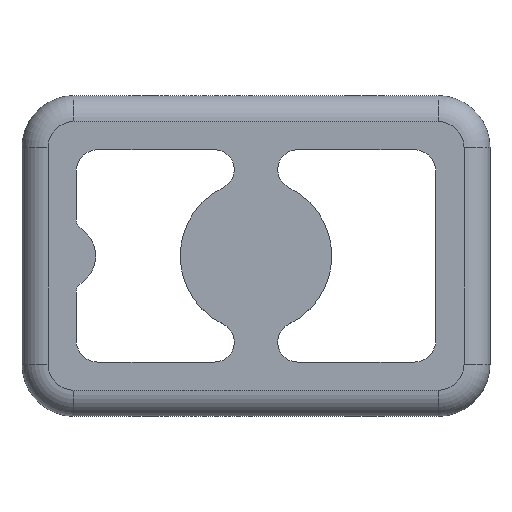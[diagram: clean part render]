
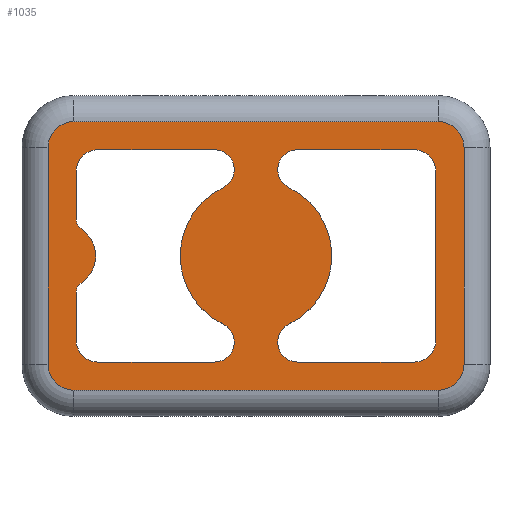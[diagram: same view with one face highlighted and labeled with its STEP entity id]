
A CAD part, top view. The second image highlights one B-rep face of the part: STEP entity #1035.
In plain terms, the highlighted face is planar.
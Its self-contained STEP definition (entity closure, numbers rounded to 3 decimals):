
#41=PLANE('',#1172);
#51=LINE('',#1571,#125);
#74=LINE('',#1669,#148);
#94=LINE('',#1743,#168);
#102=LINE('',#1766,#176);
#109=LINE('',#1796,#183);
#111=LINE('',#1801,#185);
#112=LINE('',#1803,#186);
#113=LINE('',#1807,#187);
#114=LINE('',#1815,#188);
#115=LINE('',#1816,#189);
#116=LINE('',#1817,#190);
#125=VECTOR('',#1230,1000.);
#148=VECTOR('',#1321,1000.);
#168=VECTOR('',#1397,1000.);
#176=VECTOR('',#1427,1000.);
#183=VECTOR('',#1464,1000.);
#185=VECTOR('',#1470,1000.);
#186=VECTOR('',#1473,1000.);
#187=VECTOR('',#1476,1000.);
#188=VECTOR('',#1487,1000.);
#189=VECTOR('',#1488,1000.);
#190=VECTOR('',#1489,1000.);
#382=ORIENTED_EDGE('',*,*,#619,.F.);
#383=ORIENTED_EDGE('',*,*,#581,.F.);
#384=ORIENTED_EDGE('',*,*,#618,.F.);
#385=ORIENTED_EDGE('',*,*,#509,.F.);
#386=ORIENTED_EDGE('',*,*,#578,.F.);
#387=ORIENTED_EDGE('',*,*,#620,.F.);
#388=ORIENTED_EDGE('',*,*,#621,.F.);
#389=ORIENTED_EDGE('',*,*,#622,.F.);
#390=ORIENTED_EDGE('',*,*,#616,.F.);
#391=ORIENTED_EDGE('',*,*,#623,.F.);
#392=ORIENTED_EDGE('',*,*,#545,.F.);
#393=ORIENTED_EDGE('',*,*,#624,.F.);
#394=ORIENTED_EDGE('',*,*,#549,.F.);
#395=ORIENTED_EDGE('',*,*,#625,.F.);
#396=ORIENTED_EDGE('',*,*,#584,.F.);
#397=ORIENTED_EDGE('',*,*,#626,.F.);
#398=ORIENTED_EDGE('',*,*,#627,.F.);
#399=ORIENTED_EDGE('',*,*,#604,.F.);
#400=ORIENTED_EDGE('',*,*,#628,.F.);
#401=ORIENTED_EDGE('',*,*,#539,.F.);
#402=ORIENTED_EDGE('',*,*,#502,.T.);
#403=ORIENTED_EDGE('',*,*,#608,.T.);
#404=ORIENTED_EDGE('',*,*,#588,.T.);
#405=ORIENTED_EDGE('',*,*,#610,.T.);
#406=ORIENTED_EDGE('',*,*,#629,.T.);
#407=ORIENTED_EDGE('',*,*,#612,.T.);
#408=ORIENTED_EDGE('',*,*,#601,.T.);
#409=ORIENTED_EDGE('',*,*,#596,.T.);
#502=EDGE_CURVE('',#651,#650,#51,.T.);
#509=EDGE_CURVE('',#656,#657,#747,.T.);
#539=EDGE_CURVE('',#683,#684,#765,.T.);
#545=EDGE_CURVE('',#688,#689,#768,.T.);
#549=EDGE_CURVE('',#691,#683,#74,.T.);
#578=EDGE_CURVE('',#711,#656,#784,.T.);
#581=EDGE_CURVE('',#712,#713,#785,.T.);
#584=EDGE_CURVE('',#714,#715,#786,.T.);
#588=EDGE_CURVE('',#718,#717,#94,.T.);
#596=EDGE_CURVE('',#720,#651,#791,.T.);
#601=EDGE_CURVE('',#722,#720,#102,.T.);
#604=EDGE_CURVE('',#723,#724,#794,.T.);
#608=EDGE_CURVE('',#650,#718,#795,.T.);
#610=EDGE_CURVE('',#717,#726,#797,.T.);
#612=EDGE_CURVE('',#728,#722,#799,.T.);
#616=EDGE_CURVE('',#729,#730,#109,.T.);
#618=EDGE_CURVE('',#657,#712,#111,.T.);
#619=EDGE_CURVE('',#713,#731,#112,.T.);
#620=EDGE_CURVE('',#732,#711,#801,.T.);
#621=EDGE_CURVE('',#733,#732,#113,.T.);
#622=EDGE_CURVE('',#730,#733,#802,.T.);
#623=EDGE_CURVE('',#689,#729,#803,.T.);
#624=EDGE_CURVE('',#731,#688,#804,.T.);
#625=EDGE_CURVE('',#715,#691,#805,.T.);
#626=EDGE_CURVE('',#734,#714,#806,.T.);
#627=EDGE_CURVE('',#724,#734,#114,.T.);
#628=EDGE_CURVE('',#684,#723,#115,.T.);
#629=EDGE_CURVE('',#726,#728,#116,.T.);
#650=VERTEX_POINT('',#1570);
#651=VERTEX_POINT('',#1572);
#656=VERTEX_POINT('',#1585);
#657=VERTEX_POINT('',#1587);
#683=VERTEX_POINT('',#1647);
#684=VERTEX_POINT('',#1649);
#688=VERTEX_POINT('',#1660);
#689=VERTEX_POINT('',#1662);
#691=VERTEX_POINT('',#1668);
#711=VERTEX_POINT('',#1722);
#712=VERTEX_POINT('',#1728);
#713=VERTEX_POINT('',#1730);
#714=VERTEX_POINT('',#1734);
#715=VERTEX_POINT('',#1736);
#717=VERTEX_POINT('',#1742);
#718=VERTEX_POINT('',#1744);
#720=VERTEX_POINT('',#1758);
#722=VERTEX_POINT('',#1767);
#723=VERTEX_POINT('',#1771);
#724=VERTEX_POINT('',#1773);
#726=VERTEX_POINT('',#1783);
#728=VERTEX_POINT('',#1789);
#729=VERTEX_POINT('',#1795);
#730=VERTEX_POINT('',#1797);
#731=VERTEX_POINT('',#1804);
#732=VERTEX_POINT('',#1806);
#733=VERTEX_POINT('',#1808);
#734=VERTEX_POINT('',#1814);
#747=CIRCLE('',#1086,0.46);
#765=CIRCLE('',#1109,0.5);
#768=CIRCLE('',#1114,0.75);
#784=CIRCLE('',#1136,1.75);
#785=CIRCLE('',#1139,0.5);
#786=CIRCLE('',#1141,1.75);
#791=CIRCLE('',#1151,0.6);
#794=CIRCLE('',#1157,0.5);
#795=CIRCLE('',#1160,0.6);
#797=CIRCLE('',#1163,0.6);
#799=CIRCLE('',#1166,0.6);
#801=CIRCLE('',#1173,0.46);
#802=CIRCLE('',#1174,0.5);
#803=CIRCLE('',#1175,0.25);
#804=CIRCLE('',#1176,0.25);
#805=CIRCLE('',#1177,0.46);
#806=CIRCLE('',#1178,0.46);
#858=EDGE_LOOP('',(#382,#383,#384,#385,#386,#387,#388,#389,#390,#391,#392,
#393));
#859=EDGE_LOOP('',(#394,#395,#396,#397,#398,#399,#400,#401));
#860=EDGE_LOOP('',(#402,#403,#404,#405,#406,#407,#408,#409));
#934=FACE_BOUND('',#858,.T.);
#935=FACE_BOUND('',#859,.T.);
#936=FACE_BOUND('',#860,.T.);
#1035=ADVANCED_FACE('',(#934,#935,#936),#41,.F.);
#1086=AXIS2_PLACEMENT_3D('',#1586,#1243,#1244);
#1109=AXIS2_PLACEMENT_3D('',#1648,#1301,#1302);
#1114=AXIS2_PLACEMENT_3D('',#1661,#1314,#1315);
#1136=AXIS2_PLACEMENT_3D('',#1723,#1375,#1376);
#1139=AXIS2_PLACEMENT_3D('',#1729,#1383,#1384);
#1141=AXIS2_PLACEMENT_3D('',#1735,#1389,#1390);
#1151=AXIS2_PLACEMENT_3D('',#1757,#1416,#1417);
#1157=AXIS2_PLACEMENT_3D('',#1772,#1433,#1434);
#1160=AXIS2_PLACEMENT_3D('',#1780,#1442,#1443);
#1163=AXIS2_PLACEMENT_3D('',#1784,#1448,#1449);
#1166=AXIS2_PLACEMENT_3D('',#1788,#1454,#1455);
#1172=AXIS2_PLACEMENT_3D('',#1802,#1471,#1472);
#1173=AXIS2_PLACEMENT_3D('',#1805,#1474,#1475);
#1174=AXIS2_PLACEMENT_3D('',#1809,#1477,#1478);
#1175=AXIS2_PLACEMENT_3D('',#1810,#1479,#1480);
#1176=AXIS2_PLACEMENT_3D('',#1811,#1481,#1482);
#1177=AXIS2_PLACEMENT_3D('',#1812,#1483,#1484);
#1178=AXIS2_PLACEMENT_3D('',#1813,#1485,#1486);
#1230=DIRECTION('',(1.,0.,0.));
#1243=DIRECTION('',(0.,1.,0.));
#1244=DIRECTION('',(0.,0.,1.));
#1301=DIRECTION('',(0.,1.,0.));
#1302=DIRECTION('',(0.,0.,1.));
#1314=DIRECTION('',(0.,-1.,0.));
#1315=DIRECTION('',(0.,0.,1.));
#1321=DIRECTION('',(0.,0.,-1.));
#1375=DIRECTION('',(0.,-1.,0.));
#1376=DIRECTION('',(0.,0.,1.));
#1383=DIRECTION('',(0.,1.,0.));
#1384=DIRECTION('',(0.,0.,1.));
#1389=DIRECTION('',(0.,-1.,0.));
#1390=DIRECTION('',(0.,0.,1.));
#1397=DIRECTION('',(0.,0.,-1.));
#1416=DIRECTION('',(0.,1.,0.));
#1417=DIRECTION('',(-1.,0.,0.));
#1427=DIRECTION('',(0.,0.,1.));
#1433=DIRECTION('',(0.,1.,0.));
#1434=DIRECTION('',(0.,0.,1.));
#1442=DIRECTION('',(0.,1.,0.));
#1443=DIRECTION('',(0.,0.,1.));
#1448=DIRECTION('',(0.,1.,0.));
#1449=DIRECTION('',(1.,0.,0.));
#1454=DIRECTION('',(0.,1.,0.));
#1455=DIRECTION('',(0.,0.,-1.));
#1464=DIRECTION('',(1.,0.,0.));
#1470=DIRECTION('',(0.,0.,1.));
#1471=DIRECTION('',(0.,-1.,0.));
#1472=DIRECTION('',(0.,0.,-1.));
#1473=DIRECTION('',(1.,0.,0.));
#1474=DIRECTION('',(0.,1.,0.));
#1475=DIRECTION('',(0.,0.,1.));
#1476=DIRECTION('',(0.,0.,-1.));
#1477=DIRECTION('',(0.,1.,0.));
#1478=DIRECTION('',(0.,0.,1.));
#1479=DIRECTION('',(0.,1.,0.));
#1480=DIRECTION('',(0.,0.,1.));
#1481=DIRECTION('',(0.,1.,0.));
#1482=DIRECTION('',(0.,0.,1.));
#1483=DIRECTION('',(0.,1.,0.));
#1484=DIRECTION('',(0.,0.,1.));
#1485=DIRECTION('',(0.,1.,0.));
#1486=DIRECTION('',(0.,0.,1.));
#1487=DIRECTION('',(0.,0.,1.));
#1488=DIRECTION('',(-1.,0.,0.));
#1489=DIRECTION('',(-1.,0.,0.));
#1570=CARTESIAN_POINT('',(2.5,0.,4.8));
#1571=CARTESIAN_POINT('',(-2.5,0.,4.8));
#1572=CARTESIAN_POINT('',(-2.5,0.,4.8));
#1585=CARTESIAN_POINT('',(-1.576,0.,0.76));
#1586=CARTESIAN_POINT('',(-1.99,0.,0.96));
#1587=CARTESIAN_POINT('',(-2.45,0.,0.96));
#1647=CARTESIAN_POINT('',(2.45,0.,-3.65));
#1648=CARTESIAN_POINT('',(1.95,0.,-3.65));
#1649=CARTESIAN_POINT('',(1.95,0.,-4.15));
#1660=CARTESIAN_POINT('',(-0.626,0.,4.038));
#1661=CARTESIAN_POINT('',(0.,0.,4.45));
#1662=CARTESIAN_POINT('',(0.626,0.,4.038));
#1668=CARTESIAN_POINT('',(2.45,0.,-0.96));
#1669=CARTESIAN_POINT('',(2.45,0.,-0.96));
#1722=CARTESIAN_POINT('',(1.576,0.,0.76));
#1723=CARTESIAN_POINT('',(0.,0.,0.));
#1728=CARTESIAN_POINT('',(-2.45,0.,3.65));
#1729=CARTESIAN_POINT('',(-1.95,0.,3.65));
#1730=CARTESIAN_POINT('',(-1.95,0.,4.15));
#1734=CARTESIAN_POINT('',(-1.576,0.,-0.76));
#1735=CARTESIAN_POINT('',(0.,0.,0.));
#1736=CARTESIAN_POINT('',(1.576,0.,-0.76));
#1742=CARTESIAN_POINT('',(3.1,0.,-4.2));
#1743=CARTESIAN_POINT('',(3.1,0.,4.2));
#1744=CARTESIAN_POINT('',(3.1,0.,4.2));
#1757=CARTESIAN_POINT('',(-2.5,0.,4.2));
#1758=CARTESIAN_POINT('',(-3.1,0.,4.2));
#1766=CARTESIAN_POINT('',(-3.1,0.,-4.2));
#1767=CARTESIAN_POINT('',(-3.1,0.,-4.2));
#1771=CARTESIAN_POINT('',(-1.95,0.,-4.15));
#1772=CARTESIAN_POINT('',(-1.95,0.,-3.65));
#1773=CARTESIAN_POINT('',(-2.45,0.,-3.65));
#1780=CARTESIAN_POINT('',(2.5,0.,4.2));
#1783=CARTESIAN_POINT('',(2.5,0.,-4.8));
#1784=CARTESIAN_POINT('',(2.5,0.,-4.2));
#1788=CARTESIAN_POINT('',(-2.5,0.,-4.2));
#1789=CARTESIAN_POINT('',(-2.5,0.,-4.8));
#1795=CARTESIAN_POINT('',(0.835,0.,4.15));
#1796=CARTESIAN_POINT('',(0.835,0.,4.15));
#1797=CARTESIAN_POINT('',(1.95,0.,4.15));
#1801=CARTESIAN_POINT('',(-2.45,0.,0.96));
#1802=CARTESIAN_POINT('',(2.5,0.,4.2));
#1803=CARTESIAN_POINT('',(-1.95,0.,4.15));
#1804=CARTESIAN_POINT('',(-0.835,0.,4.15));
#1805=CARTESIAN_POINT('',(1.99,0.,0.96));
#1806=CARTESIAN_POINT('',(2.45,0.,0.96));
#1807=CARTESIAN_POINT('',(2.45,0.,0.96));
#1808=CARTESIAN_POINT('',(2.45,0.,3.65));
#1809=CARTESIAN_POINT('',(1.95,0.,3.65));
#1810=CARTESIAN_POINT('',(0.835,0.,3.9));
#1811=CARTESIAN_POINT('',(-0.835,0.,3.9));
#1812=CARTESIAN_POINT('',(1.99,0.,-0.96));
#1813=CARTESIAN_POINT('',(-1.99,0.,-0.96));
#1814=CARTESIAN_POINT('',(-2.45,0.,-0.96));
#1815=CARTESIAN_POINT('',(-2.45,0.,-0.96));
#1816=CARTESIAN_POINT('',(-1.95,0.,-4.15));
#1817=CARTESIAN_POINT('',(2.5,0.,-4.8));
